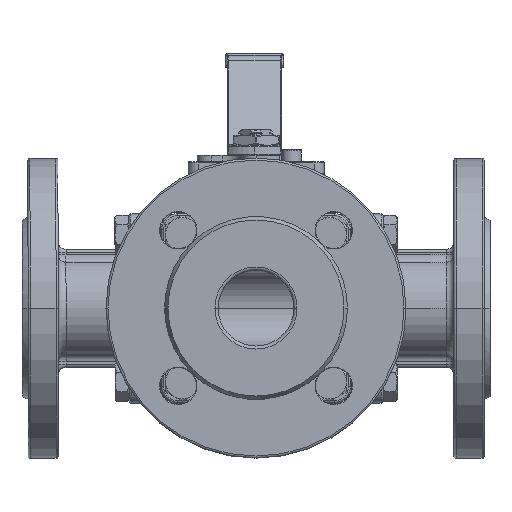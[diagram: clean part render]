
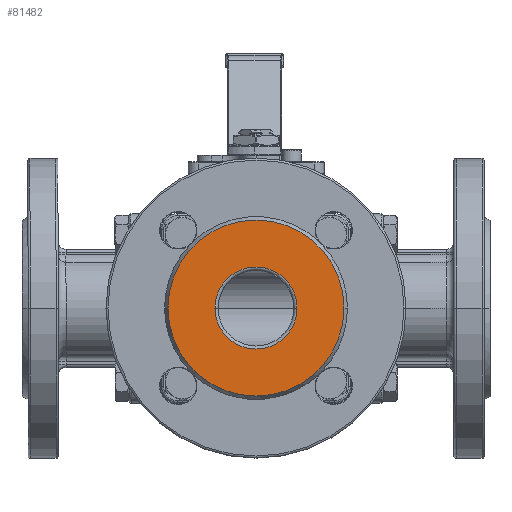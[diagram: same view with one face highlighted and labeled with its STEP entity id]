
A CAD part, top view. The second image highlights one B-rep face of the part: STEP entity #81482.
In plain terms, the highlighted planar face has unit normal (0, 0, 1).
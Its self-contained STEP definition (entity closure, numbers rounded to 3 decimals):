
#2833 = VERTEX_POINT ( 'NONE', #30787 ) ;
#3034 = VERTEX_POINT ( 'NONE', #30972 ) ;
#13647 = EDGE_LOOP ( 'NONE', ( #17894, #17896 ) ) ;
#13663 = EDGE_LOOP ( 'NONE', ( #17890, #17892 ) ) ;
#17890 = ORIENTED_EDGE ( 'NONE', *, *, #98330, .T. ) ;
#17892 = ORIENTED_EDGE ( 'NONE', *, *, #36844, .T. ) ;
#17894 = ORIENTED_EDGE ( 'NONE', *, *, #98193, .F. ) ;
#17896 = ORIENTED_EDGE ( 'NONE', *, *, #37586, .F. ) ;
#21116 = CIRCLE ( 'NONE', #23506, 20.5 ) ;
#22065 = CIRCLE ( 'NONE', #23658, 44. ) ;
#23506 = AXIS2_PLACEMENT_3D ( 'NONE', #101388, #101390, #101392 ) ;
#23658 = AXIS2_PLACEMENT_3D ( 'NONE', #69245, #69246, #69247 ) ;
#30787 = CARTESIAN_POINT ( 'NONE',  ( 44., 0., 117. ) ) ;
#30972 = CARTESIAN_POINT ( 'NONE',  ( -20.5, 0., 117. ) ) ;
#36844 = EDGE_CURVE ( 'NONE', #88087, #3034, #21116, .T. ) ;
#37586 = EDGE_CURVE ( 'NONE', #2833, #52775, #22065, .T. ) ;
#52775 = VERTEX_POINT ( 'NONE', #83002 ) ;
#53207 = PLANE ( 'NONE',  #108538 ) ;
#53214 = CARTESIAN_POINT ( 'NONE',  ( 0., 0., 117. ) ) ;
#53215 = DIRECTION ( 'NONE',  ( 0., 0., -1. ) ) ;
#53216 = DIRECTION ( 'NONE',  ( -1., 0., 0. ) ) ;
#54387 = FACE_BOUND ( 'NONE', #13663, .T. ) ;
#54396 = FACE_OUTER_BOUND ( 'NONE', #13647, .T. ) ;
#69245 = CARTESIAN_POINT ( 'NONE',  ( 0., 0., 117. ) ) ;
#69246 = DIRECTION ( 'NONE',  ( 0., 0., -1. ) ) ;
#69247 = DIRECTION ( 'NONE',  ( -1., 0., 0. ) ) ;
#73079 = CARTESIAN_POINT ( 'NONE',  ( 20.5, 0., 117. ) ) ;
#81482 = ADVANCED_FACE ( 'NONE', ( #54387, #54396 ), #53207, .F. ) ;
#83002 = CARTESIAN_POINT ( 'NONE',  ( -44., 0., 117. ) ) ;
#86932 = CIRCLE ( 'NONE', #117131, 44. ) ;
#87118 = CIRCLE ( 'NONE', #117182, 20.5 ) ;
#88087 = VERTEX_POINT ( 'NONE', #73079 ) ;
#92465 = CARTESIAN_POINT ( 'NONE',  ( 0., 0., 117. ) ) ;
#92467 = DIRECTION ( 'NONE',  ( 0., 0., -1. ) ) ;
#92470 = DIRECTION ( 'NONE',  ( -1., 0., 0. ) ) ;
#93283 = CARTESIAN_POINT ( 'NONE',  ( 0., 0., 117. ) ) ;
#93286 = DIRECTION ( 'NONE',  ( 0., 0., -1. ) ) ;
#93289 = DIRECTION ( 'NONE',  ( -1., 0., 0. ) ) ;
#98193 = EDGE_CURVE ( 'NONE', #52775, #2833, #86932, .T. ) ;
#98330 = EDGE_CURVE ( 'NONE', #3034, #88087, #87118, .T. ) ;
#101388 = CARTESIAN_POINT ( 'NONE',  ( 0., 0., 117. ) ) ;
#101390 = DIRECTION ( 'NONE',  ( 0., 0., -1. ) ) ;
#101392 = DIRECTION ( 'NONE',  ( -1., 0., 0. ) ) ;
#108538 = AXIS2_PLACEMENT_3D ( 'NONE', #53214, #53215, #53216 ) ;
#117131 = AXIS2_PLACEMENT_3D ( 'NONE', #92465, #92467, #92470 ) ;
#117182 = AXIS2_PLACEMENT_3D ( 'NONE', #93283, #93286, #93289 ) ;
